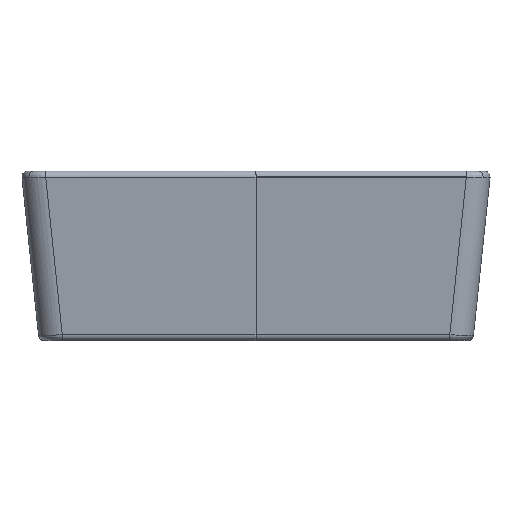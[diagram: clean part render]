
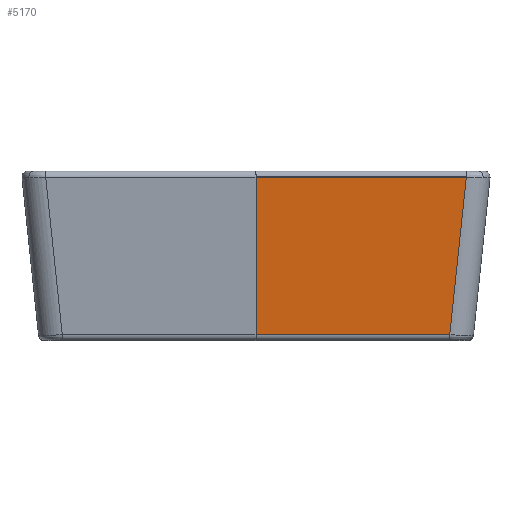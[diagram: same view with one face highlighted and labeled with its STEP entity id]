
A CAD part, top view. The second image highlights one B-rep face of the part: STEP entity #5170.
In plain terms, the highlighted planar face has unit normal (0, -0.104, 0.995).
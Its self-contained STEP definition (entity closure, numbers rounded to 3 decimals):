
#66 = LINE ( 'NONE', #4435, #9380 ) ;
#441 = LINE ( 'NONE', #1990, #12102 ) ;
#640 = CARTESIAN_POINT ( 'NONE',  ( 192., 65., 194.252 ) ) ;
#647 = VERTEX_POINT ( 'NONE', #8110 ) ;
#1990 = CARTESIAN_POINT ( 'NONE',  ( 172.325, 67.045, 194.467 ) ) ;
#2046 = EDGE_CURVE ( 'NONE', #19119, #7014, #441, .T. ) ;
#2791 = LINE ( 'NONE', #15024, #13373 ) ;
#3165 = CARTESIAN_POINT ( 'NONE',  ( -5., -72.523, 179.798 ) ) ;
#3492 = CARTESIAN_POINT ( 'NONE',  ( 171.529, 59.477, 193.672 ) ) ;
#4435 = CARTESIAN_POINT ( 'NONE',  ( 192., -72.523, 179.798 ) ) ;
#5170 = ADVANCED_FACE ( 'NONE', ( #11924 ), #8579, .F. ) ;
#7014 = VERTEX_POINT ( 'NONE', #3492 ) ;
#7080 = DIRECTION ( 'NONE',  ( 0., -0.995, -0.105 ) ) ;
#8048 = EDGE_CURVE ( 'NONE', #7014, #647, #9833, .T. ) ;
#8110 = CARTESIAN_POINT ( 'NONE',  ( -5., 59.477, 193.672 ) ) ;
#8579 = PLANE ( 'NONE',  #13623 ) ;
#9380 = VECTOR ( 'NONE', #20513, 1000. ) ;
#9833 = LINE ( 'NONE', #11293, #10647 ) ;
#9888 = ORIENTED_EDGE ( 'NONE', *, *, #2046, .T. ) ;
#10647 = VECTOR ( 'NONE', #11400, 1000. ) ;
#10878 = EDGE_LOOP ( 'NONE', ( #12795, #13583, #9888, #19352 ) ) ;
#11293 = CARTESIAN_POINT ( 'NONE',  ( 192., 59.477, 193.672 ) ) ;
#11400 = DIRECTION ( 'NONE',  ( -1., 0., 0. ) ) ;
#11924 = FACE_OUTER_BOUND ( 'NONE', #10878, .T. ) ;
#12102 = VECTOR ( 'NONE', #16321, 1000. ) ;
#12795 = ORIENTED_EDGE ( 'NONE', *, *, #16493, .T. ) ;
#13215 = VERTEX_POINT ( 'NONE', #3165 ) ;
#13373 = VECTOR ( 'NONE', #7080, 1000. ) ;
#13383 = DIRECTION ( 'NONE',  ( 0., 0.995, 0.105 ) ) ;
#13583 = ORIENTED_EDGE ( 'NONE', *, *, #17625, .T. ) ;
#13623 = AXIS2_PLACEMENT_3D ( 'NONE', #640, #17896, #13383 ) ;
#15024 = CARTESIAN_POINT ( 'NONE',  ( -5., 65., 194.252 ) ) ;
#16321 = DIRECTION ( 'NONE',  ( 0.104, 0.989, 0.104 ) ) ;
#16493 = EDGE_CURVE ( 'NONE', #647, #13215, #2791, .T. ) ;
#17625 = EDGE_CURVE ( 'NONE', #13215, #19119, #66, .T. ) ;
#17896 = DIRECTION ( 'NONE',  ( 0., 0.105, -0.995 ) ) ;
#19119 = VERTEX_POINT ( 'NONE', #20457 ) ;
#19352 = ORIENTED_EDGE ( 'NONE', *, *, #8048, .T. ) ;
#20457 = CARTESIAN_POINT ( 'NONE',  ( 157.655, -72.523, 179.798 ) ) ;
#20513 = DIRECTION ( 'NONE',  ( 1., 0., 0. ) ) ;
